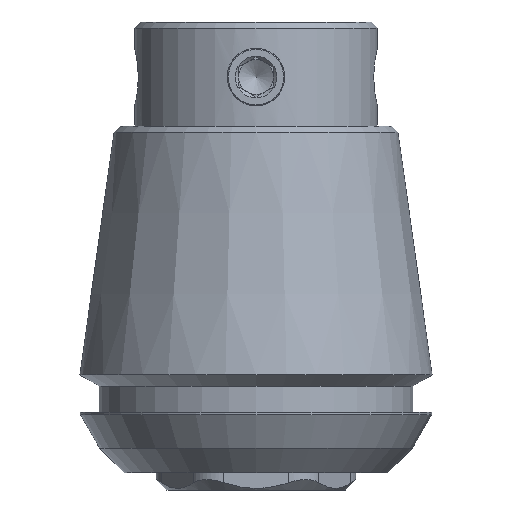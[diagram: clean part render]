
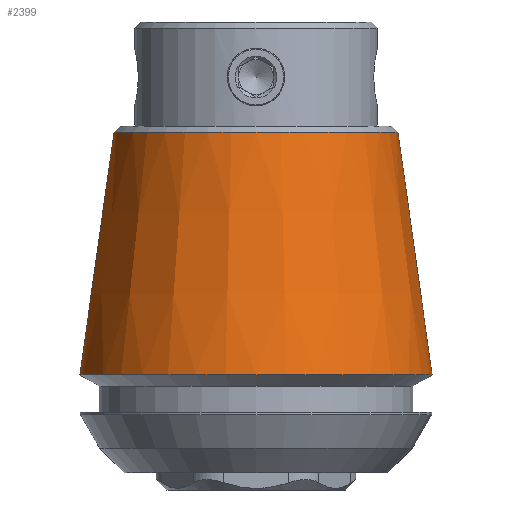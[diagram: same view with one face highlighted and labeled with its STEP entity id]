
A CAD part, front view. The second image highlights one B-rep face of the part: STEP entity #2399.
In plain terms, the highlighted conical face has half-angle 8 degrees and reference radius 20.32 mm.
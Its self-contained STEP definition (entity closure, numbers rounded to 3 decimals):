
#26=CONICAL_SURFACE('',#2542,20.32,0.14);
#318=CIRCLE('',#2541,20.32);
#319=CIRCLE('',#2543,16.381);
#462=ORIENTED_EDGE('',*,*,#874,.T.);
#463=ORIENTED_EDGE('',*,*,#873,.T.);
#873=EDGE_CURVE('',#1078,#1078,#318,.T.);
#874=EDGE_CURVE('',#1079,#1079,#319,.F.);
#1078=VERTEX_POINT('',#3457);
#1079=VERTEX_POINT('',#3460);
#1274=EDGE_LOOP('',(#462));
#1275=EDGE_LOOP('',(#463));
#1434=FACE_BOUND('',#1274,.T.);
#1435=FACE_BOUND('',#1275,.T.);
#2399=ADVANCED_FACE('',(#1434,#1435),#26,.T.);
#2541=AXIS2_PLACEMENT_3D('',#3456,#2795,#2796);
#2542=AXIS2_PLACEMENT_3D('',#3458,#2797,#2798);
#2543=AXIS2_PLACEMENT_3D('',#3459,#2799,#2800);
#2795=DIRECTION('',(0.,0.,1.));
#2796=DIRECTION('',(1.,0.,0.));
#2797=DIRECTION('',(0.,0.,-1.));
#2798=DIRECTION('',(-1.,0.,0.));
#2799=DIRECTION('',(0.,0.,1.));
#2800=DIRECTION('',(1.,0.,0.));
#3456=CARTESIAN_POINT('',(0.,0.,11.282));
#3457=CARTESIAN_POINT('',(20.32,0.,11.282));
#3458=CARTESIAN_POINT('',(0.,0.,11.282));
#3459=CARTESIAN_POINT('',(0.,0.,39.307));
#3460=CARTESIAN_POINT('',(16.381,0.,39.307));
